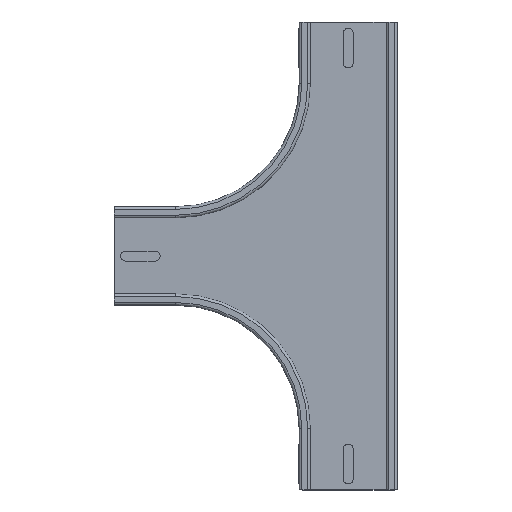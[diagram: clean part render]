
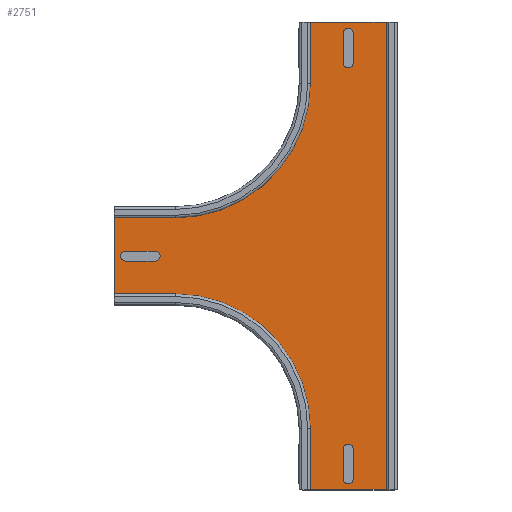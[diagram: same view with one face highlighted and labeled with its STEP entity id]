
A CAD part, top view. The second image highlights one B-rep face of the part: STEP entity #2751.
In plain terms, the highlighted planar face has unit normal (0, 0, 1).
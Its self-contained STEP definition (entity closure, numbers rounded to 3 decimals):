
#173=FACE_OUTER_BOUND('',#335,.T.);
#335=EDGE_LOOP('',(#2051,#2052,#2053,#2054,#2055,#2056,#2057,#2058,#2059,
#2060));
#529=CIRCLE('',#3023,102.6);
#530=CIRCLE('',#3024,102.6);
#732=LINE('',#4521,#966);
#733=LINE('',#4526,#967);
#744=LINE('',#4572,#978);
#745=LINE('',#4574,#979);
#746=LINE('',#4578,#980);
#747=LINE('',#4580,#981);
#748=LINE('',#4582,#982);
#749=LINE('',#4585,#983);
#966=VECTOR('',#3543,1.);
#967=VECTOR('',#3550,1.);
#978=VECTOR('',#3587,1.);
#979=VECTOR('',#3588,1.);
#980=VECTOR('',#3591,1.);
#981=VECTOR('',#3592,1.);
#982=VECTOR('',#3593,1.);
#983=VECTOR('',#3596,1.);
#1239=VERTEX_POINT('',#4519);
#1240=VERTEX_POINT('',#4520);
#1241=VERTEX_POINT('',#4525);
#1263=VERTEX_POINT('',#4571);
#1264=VERTEX_POINT('',#4573);
#1265=VERTEX_POINT('',#4575);
#1266=VERTEX_POINT('',#4577);
#1267=VERTEX_POINT('',#4579);
#1268=VERTEX_POINT('',#4581);
#1269=VERTEX_POINT('',#4583);
#1550=EDGE_CURVE('',#1239,#1240,#732,.T.);
#1553=EDGE_CURVE('',#1241,#1240,#733,.T.);
#1576=EDGE_CURVE('',#1263,#1239,#744,.T.);
#1577=EDGE_CURVE('',#1263,#1264,#745,.T.);
#1578=EDGE_CURVE('',#1265,#1264,#529,.T.);
#1579=EDGE_CURVE('',#1265,#1266,#746,.T.);
#1580=EDGE_CURVE('',#1266,#1267,#747,.T.);
#1581=EDGE_CURVE('',#1268,#1267,#748,.T.);
#1582=EDGE_CURVE('',#1268,#1269,#530,.T.);
#1583=EDGE_CURVE('',#1241,#1269,#749,.T.);
#2051=ORIENTED_EDGE('',*,*,#1576,.F.);
#2052=ORIENTED_EDGE('',*,*,#1577,.T.);
#2053=ORIENTED_EDGE('',*,*,#1578,.F.);
#2054=ORIENTED_EDGE('',*,*,#1579,.T.);
#2055=ORIENTED_EDGE('',*,*,#1580,.T.);
#2056=ORIENTED_EDGE('',*,*,#1581,.F.);
#2057=ORIENTED_EDGE('',*,*,#1582,.T.);
#2058=ORIENTED_EDGE('',*,*,#1583,.F.);
#2059=ORIENTED_EDGE('',*,*,#1553,.T.);
#2060=ORIENTED_EDGE('',*,*,#1550,.F.);
#2675=PLANE('',#3022);
#2751=ADVANCED_FACE('',(#173),#2675,.T.);
#3022=AXIS2_PLACEMENT_3D('',#4570,#3585,#3586);
#3023=AXIS2_PLACEMENT_3D('',#4576,#3589,#3590);
#3024=AXIS2_PLACEMENT_3D('',#4584,#3594,#3595);
#3543=DIRECTION('',(0.,-1.,0.));
#3550=DIRECTION('',(1.,0.,0.));
#3585=DIRECTION('center_axis',(0.,0.,1.));
#3586=DIRECTION('ref_axis',(0.,1.,0.));
#3587=DIRECTION('',(1.,0.,0.));
#3588=DIRECTION('',(0.,-1.,0.));
#3589=DIRECTION('center_axis',(0.,0.,1.));
#3590=DIRECTION('ref_axis',(0.,-1.,0.));
#3591=DIRECTION('',(-1.,0.,0.));
#3592=DIRECTION('',(0.,-1.,0.));
#3593=DIRECTION('',(-1.,0.,0.));
#3594=DIRECTION('center_axis',(0.,0.,-1.));
#3595=DIRECTION('ref_axis',(0.,1.,0.));
#3596=DIRECTION('',(0.,1.,0.));
#4519=CARTESIAN_POINT('',(232.176,259.115,1.1));
#4520=CARTESIAN_POINT('',(232.176,-118.885,1.1));
#4521=CARTESIAN_POINT('',(232.176,282.115,1.1));
#4525=CARTESIAN_POINT('',(157.976,-118.885,1.1));
#4526=CARTESIAN_POINT('',(172.076,-118.885,1.1));
#4570=CARTESIAN_POINT('Origin',(55.376,33.015,1.1));
#4571=CARTESIAN_POINT('',(157.976,259.115,1.1));
#4572=CARTESIAN_POINT('',(172.076,259.115,1.1));
#4573=CARTESIAN_POINT('',(157.976,209.815,1.1));
#4574=CARTESIAN_POINT('',(157.976,259.115,1.1));
#4575=CARTESIAN_POINT('',(55.376,107.215,1.1));
#4576=CARTESIAN_POINT('Origin',(55.376,209.815,1.1));
#4577=CARTESIAN_POINT('',(6.076,107.215,1.1));
#4578=CARTESIAN_POINT('',(55.376,107.215,1.1));
#4579=CARTESIAN_POINT('',(6.076,33.015,1.1));
#4580=CARTESIAN_POINT('',(6.076,93.115,1.1));
#4581=CARTESIAN_POINT('',(55.376,33.015,1.1));
#4582=CARTESIAN_POINT('',(55.376,33.015,1.1));
#4583=CARTESIAN_POINT('',(157.976,-69.585,1.1));
#4584=CARTESIAN_POINT('Origin',(55.376,-69.585,1.1));
#4585=CARTESIAN_POINT('',(157.976,-118.885,1.1));
